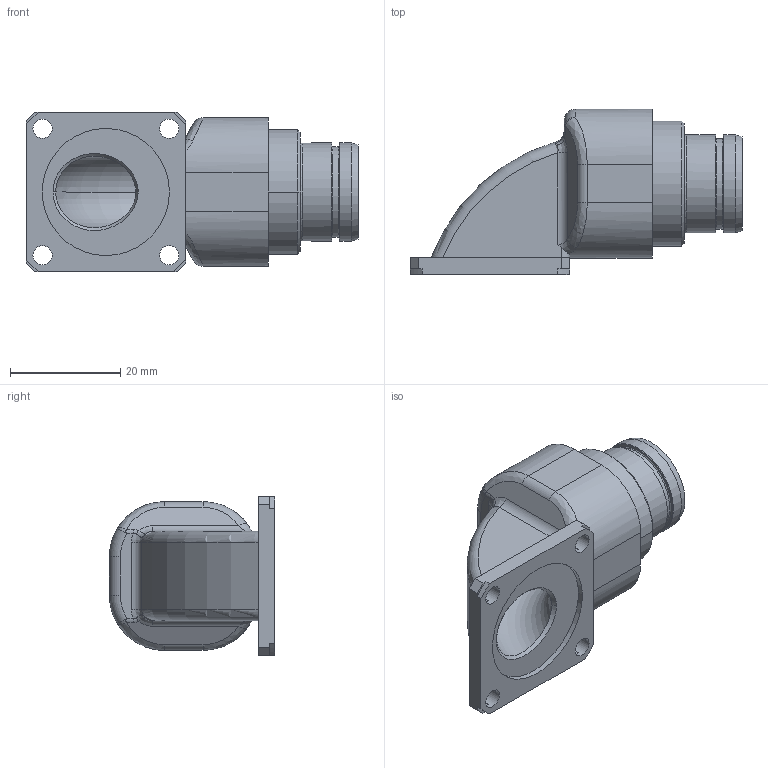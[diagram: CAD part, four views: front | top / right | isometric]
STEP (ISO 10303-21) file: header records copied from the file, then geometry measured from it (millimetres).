
FILE_DESCRIPTION((''),'2;1');
FILE_NAME('1332EC212FS','2024-07-26T11:45:18',('paultorloting'),('NET AG system integration'),'CREO PARAMETRIC BY PTC INC, 2021404','CREO PARAMETRIC BY PTC INC, 2021404','');
FILE_SCHEMA(('AUTOMOTIVE_DESIGN { 1 0 10303 214 1 1 1 1 }'));
Length unit declared in the file: millimetre
Products named in the file (1): 1332EC212FS
Bounding box: 60.3 x 30 x 29 mm (x, y, z)
Volume: 15708.9 mm3; surface area: 14054.5 mm2
Topology: 1 solids, 1 shells, 1502 faces, 3932 edges, 2503 vertices
Faces by surface type: plane 778, cylinder 383, cone 142, torus 105, bspline 94
Entity records: 61747 total; most frequent: CARTESIAN_POINT 13784, DIRECTION 7884, ORIENTED_EDGE 7816, EDGE_CURVE 3908, AXIS2_PLACEMENT_3D 2917, VERTEX_POINT 2504, VECTOR 2047, LINE 2047
